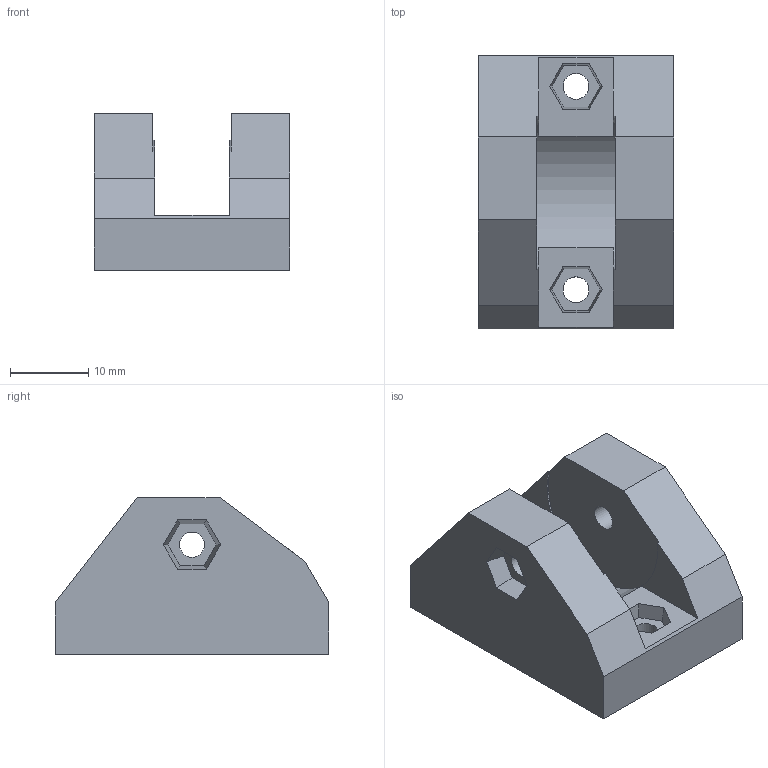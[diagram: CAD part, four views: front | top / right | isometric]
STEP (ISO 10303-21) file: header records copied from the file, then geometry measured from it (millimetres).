
FILE_DESCRIPTION(('FreeCAD Model'),'2;1');
FILE_NAME('Open CASCADE Shape Model','2024-07-16T21:47:18',(''),(''), 'Open CASCADE STEP processor 7.7','FreeCAD','Unknown');
FILE_SCHEMA(('AUTOMOTIVE_DESIGN { 1 0 10303 214 1 1 1 1 }'));
Length unit declared in the file: millimetre
Products named in the file (1): Y-Belt_Idler
Bounding box: 25 x 35 x 20 mm (x, y, z)
Volume: 9788.8 mm3; surface area: 5412.2 mm2
Topology: 1 solids, 11 shells, 111 faces, 254 edges, 170 vertices
Faces by surface type: plane 84, bspline 18, cylinder 7, cone 2
Full cylindrical faces by diameter (mm): 3 x1, 3.2 x2, 3.3 x2, 6.2 x1
Entity records: 3088 total; most frequent: CARTESIAN_POINT 608, ORIENTED_EDGE 508, DIRECTION 448, EDGE_CURVE 254, LINE 212, VECTOR 212, VERTEX_POINT 170, FACE_BOUND 124
